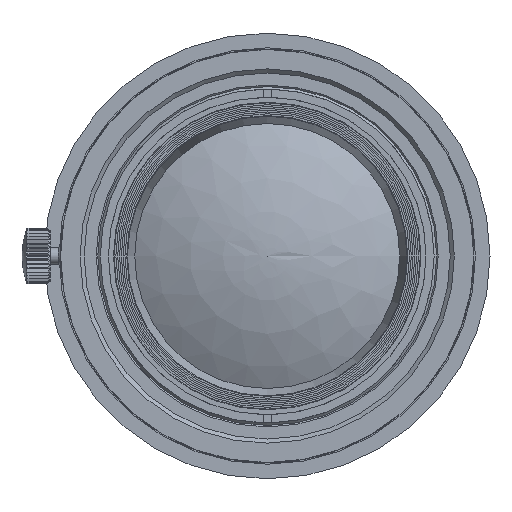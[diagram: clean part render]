
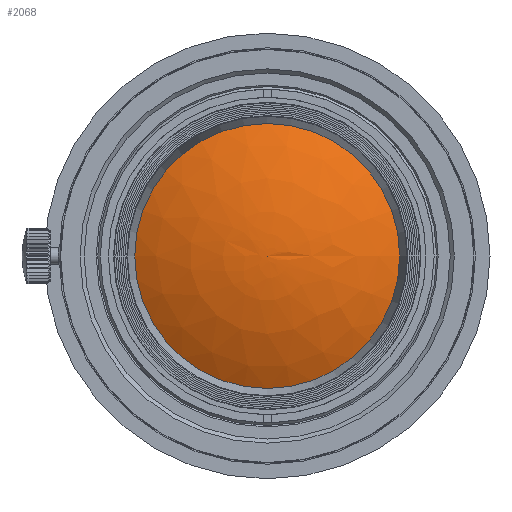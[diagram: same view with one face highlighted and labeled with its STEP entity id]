
A CAD part, left-side view. The second image highlights one B-rep face of the part: STEP entity #2068.
In plain terms, the highlighted face is a revolution surface.
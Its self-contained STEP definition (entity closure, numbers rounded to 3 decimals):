
#109=SURFACE_OF_REVOLUTION('',#292,#111);
#111=AXIS1_PLACEMENT('',#12252,#10070);
#153=VERTEX_LOOP('',#6379);
#292=B_SPLINE_CURVE_WITH_KNOTS('',3,(#12247,#12248,#12249,#12250,#12251),
 .UNSPECIFIED.,.F.,.F.,(4,1,4),(0.,0.531,1.),.UNSPECIFIED.);
#2068=ADVANCED_FACE('',(#2569,#2570),#109,.T.);
#2569=FACE_BOUND('',#3092,.T.);
#2570=FACE_BOUND('',#153,.T.);
#3092=EDGE_LOOP('',(#4239));
#4239=ORIENTED_EDGE('',*,*,#7679,.F.);
#6378=VERTEX_POINT('',#12244);
#6379=VERTEX_POINT('',#12246);
#7679=EDGE_CURVE('',#6378,#6378,#8738,.T.);
#8738=CIRCLE('',#9105,16.473);
#9105=AXIS2_PLACEMENT_3D('',#12243,#10066,#10067);
#10066=DIRECTION('',(1.,0.,0.));
#10067=DIRECTION('',(0.,1.,0.));
#10070=DIRECTION('',(1.,0.,0.));
#12243=CARTESIAN_POINT('',(-283.462,0.,0.));
#12244=CARTESIAN_POINT('',(-283.462,16.473,0.));
#12246=CARTESIAN_POINT('',(-287.678,0.,0.));
#12247=CARTESIAN_POINT('',(-287.678,0.,0.));
#12248=CARTESIAN_POINT('',(-287.678,-2.915,0.));
#12249=CARTESIAN_POINT('',(-286.989,-8.406,0.));
#12250=CARTESIAN_POINT('',(-284.877,-13.897,0.));
#12251=CARTESIAN_POINT('',(-283.462,-16.473,0.));
#12252=CARTESIAN_POINT('',(-281.548,0.,0.));
